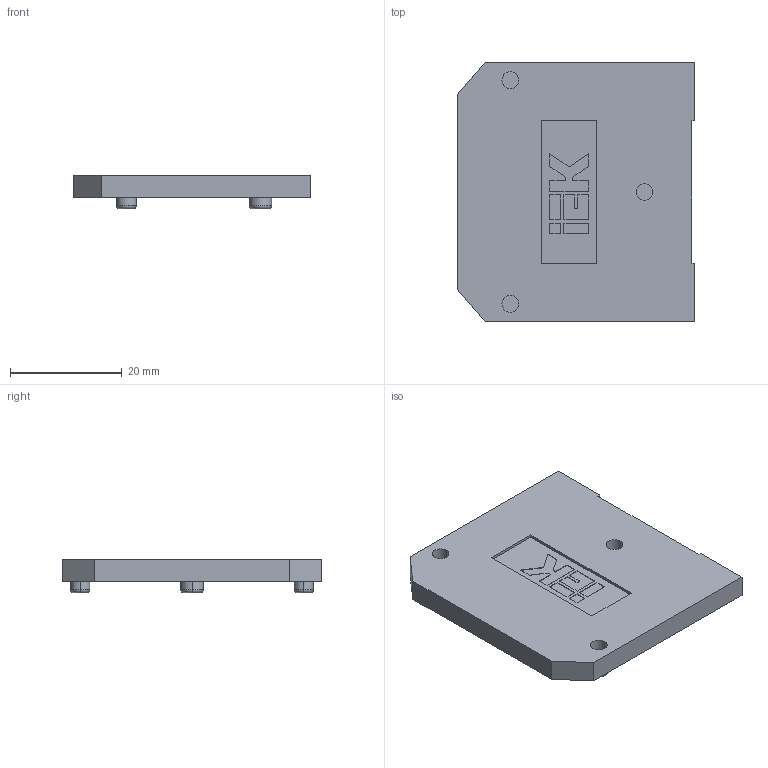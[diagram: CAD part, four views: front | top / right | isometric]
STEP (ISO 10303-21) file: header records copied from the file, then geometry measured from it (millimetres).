
FILE_DESCRIPTION (( 'STEP AP203' ), '1' );
FILE_NAME ('YZN10D-ZGL-016-K07 Çàãëóøêà äëÿ ÇÍÈ-16ìì2 (JXB100A) ñèíèé ÈÝÊ.STEP', '2016-08-25T07:00:00', ( '' ), ( '' ), 'SwSTEP 2.0', 'SolidWorks 2014', '' );
FILE_SCHEMA (( 'CONFIG_CONTROL_DESIGN' ));
Length unit declared in the file: millimetre
Products named in the file (1): YZN10D-ZGL-016-K07 Çàãëóøêà äëÿ ÇÍÈ-16ìì2 (JXB100A) ñèíèé ÈÝÊ
Bounding box: 42.5 x 46.5 x 6 mm (x, y, z)
Volume: 3464.9 mm3; surface area: 5274.5 mm2
Topology: 1 solids, 1 shells, 109 faces, 267 edges, 176 vertices
Faces by surface type: plane 78, cylinder 25, torus 6
Entity records: 3272 total; most frequent: CARTESIAN_POINT 553, DIRECTION 549, ORIENTED_EDGE 534, EDGE_CURVE 267, LINE 205, VECTOR 205, VERTEX_POINT 176, AXIS2_PLACEMENT_3D 172
